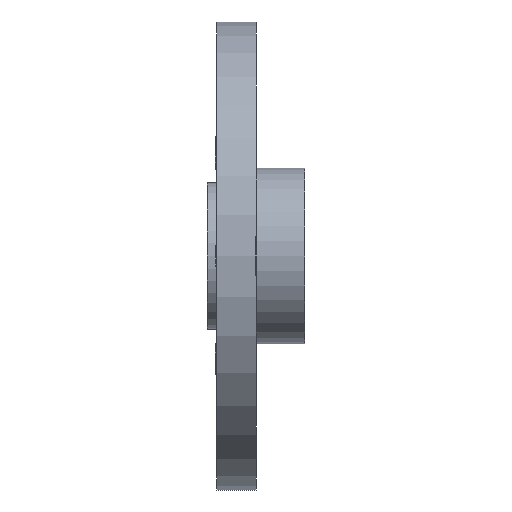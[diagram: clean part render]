
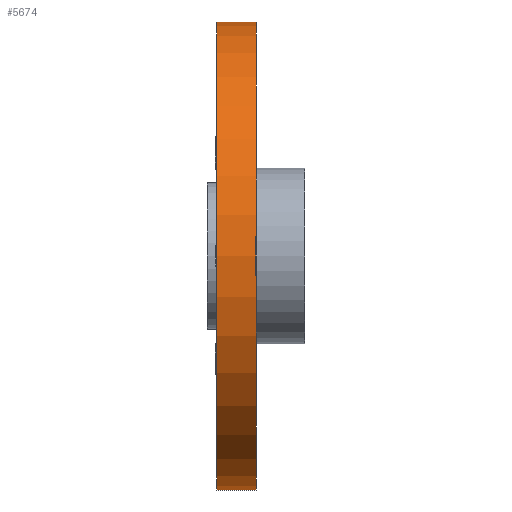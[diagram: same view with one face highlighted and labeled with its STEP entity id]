
A CAD part, left-side view. The second image highlights one B-rep face of the part: STEP entity #5674.
In plain terms, the highlighted cylindrical face has radius 12 mm (diameter 24 mm), a partial arc.
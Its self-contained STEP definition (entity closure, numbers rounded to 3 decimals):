
#354 = DIRECTION ( 'NONE',  ( 0., -1., 0. ) ) ;
#376 = CARTESIAN_POINT ( 'NONE',  ( 0., 2., 0. ) ) ;
#453 = CIRCLE ( 'NONE', #1177, 12. ) ;
#542 = VECTOR ( 'NONE', #894, 1000. ) ;
#726 = AXIS2_PLACEMENT_3D ( 'NONE', #3890, #1465, #4431 ) ;
#837 = LINE ( 'NONE', #2835, #3345 ) ;
#894 = DIRECTION ( 'NONE',  ( 0., -1., 0. ) ) ;
#918 = FACE_OUTER_BOUND ( 'NONE', #5968, .T. ) ;
#1177 = AXIS2_PLACEMENT_3D ( 'NONE', #376, #6476, #2860 ) ;
#1309 = EDGE_CURVE ( 'NONE', #3067, #4442, #837, .T. ) ;
#1334 = ORIENTED_EDGE ( 'NONE', *, *, #3222, .T. ) ;
#1465 = DIRECTION ( 'NONE',  ( 0., 1., 0. ) ) ;
#1527 = CARTESIAN_POINT ( 'NONE',  ( 0., 2., -12. ) ) ;
#1659 = ORIENTED_EDGE ( 'NONE', *, *, #1309, .T. ) ;
#1661 = CARTESIAN_POINT ( 'NONE',  ( 0., 0., -12. ) ) ;
#1870 = CARTESIAN_POINT ( 'NONE',  ( 0., 0., 12. ) ) ;
#1992 = ORIENTED_EDGE ( 'NONE', *, *, #6339, .F. ) ;
#2440 = VERTEX_POINT ( 'NONE', #1870 ) ;
#2835 = CARTESIAN_POINT ( 'NONE',  ( 0., 2., -12. ) ) ;
#2860 = DIRECTION ( 'NONE',  ( 0., 0., 1. ) ) ;
#2914 = DIRECTION ( 'NONE',  ( 0., 0., -1. ) ) ;
#3067 = VERTEX_POINT ( 'NONE', #1527 ) ;
#3096 = ORIENTED_EDGE ( 'NONE', *, *, #6460, .F. ) ;
#3222 = EDGE_CURVE ( 'NONE', #4442, #2440, #5264, .T. ) ;
#3345 = VECTOR ( 'NONE', #354, 1000. ) ;
#3890 = CARTESIAN_POINT ( 'NONE',  ( 0., 0., 0. ) ) ;
#3937 = CYLINDRICAL_SURFACE ( 'NONE', #6130, 12. ) ;
#4431 = DIRECTION ( 'NONE',  ( 0., 0., 1. ) ) ;
#4442 = VERTEX_POINT ( 'NONE', #1661 ) ;
#5211 = VERTEX_POINT ( 'NONE', #5820 ) ;
#5264 = CIRCLE ( 'NONE', #726, 12. ) ;
#5674 = ADVANCED_FACE ( 'NONE', ( #918 ), #3937, .T. ) ;
#5820 = CARTESIAN_POINT ( 'NONE',  ( 0., 2., 12. ) ) ;
#5907 = DIRECTION ( 'NONE',  ( 0., -1., 0. ) ) ;
#5914 = CARTESIAN_POINT ( 'NONE',  ( 0., 2., 12. ) ) ;
#5968 = EDGE_LOOP ( 'NONE', ( #3096, #1992, #1659, #1334 ) ) ;
#6130 = AXIS2_PLACEMENT_3D ( 'NONE', #6526, #5907, #2914 ) ;
#6339 = EDGE_CURVE ( 'NONE', #3067, #5211, #453, .T. ) ;
#6376 = LINE ( 'NONE', #5914, #542 ) ;
#6460 = EDGE_CURVE ( 'NONE', #5211, #2440, #6376, .T. ) ;
#6476 = DIRECTION ( 'NONE',  ( 0., 1., 0. ) ) ;
#6526 = CARTESIAN_POINT ( 'NONE',  ( 0., 2., 0. ) ) ;
